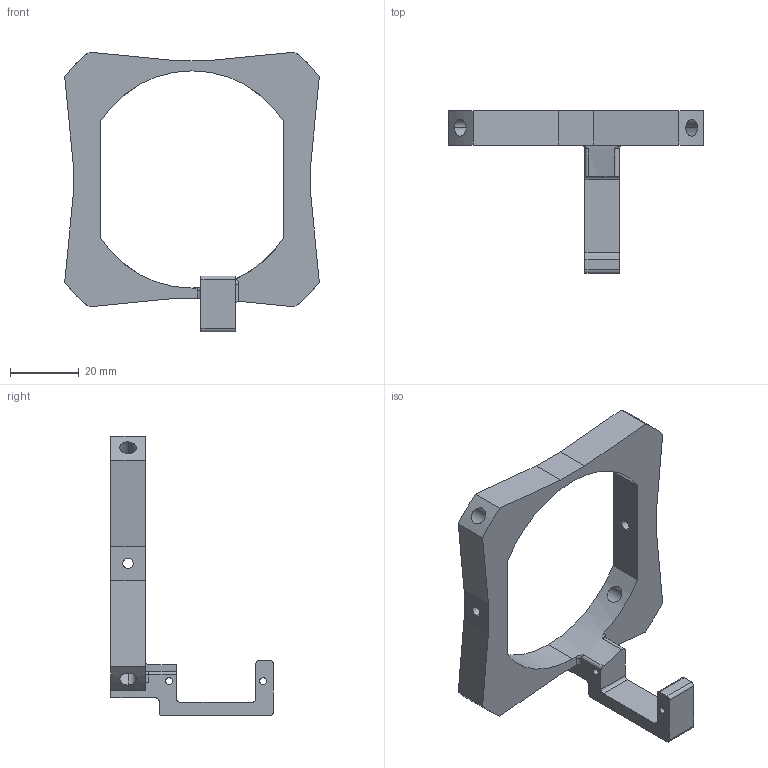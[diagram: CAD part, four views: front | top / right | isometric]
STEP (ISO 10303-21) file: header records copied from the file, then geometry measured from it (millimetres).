
FILE_DESCRIPTION (( 'STEP AP203' ), '1' );
FILE_NAME ('Outer-Ring-Mount-V1_2.STEP', '2024-09-18T23:29:04', ( '' ), ( '' ), 'SwSTEP 2.0', 'SolidWorks 2024', '' );
FILE_SCHEMA (( 'CONFIG_CONTROL_DESIGN' ));
Length unit declared in the file: millimetre
Products named in the file (1): Outer-Ring-Mount-V1_2
Bounding box: 73.86 x 47.1 x 81.13 mm (x, y, z)
Volume: 23114.4 mm3; surface area: 11821.7 mm2
Topology: 1 solids, 1 shells, 65 faces, 189 edges, 125 vertices
Faces by surface type: cylinder 36, plane 26, torus 3
Entity records: 2731 total; most frequent: CARTESIAN_POINT 880, ORIENTED_EDGE 378, DIRECTION 361, EDGE_CURVE 189, AXIS2_PLACEMENT_3D 126, VERTEX_POINT 125, LINE 109, VECTOR 109
